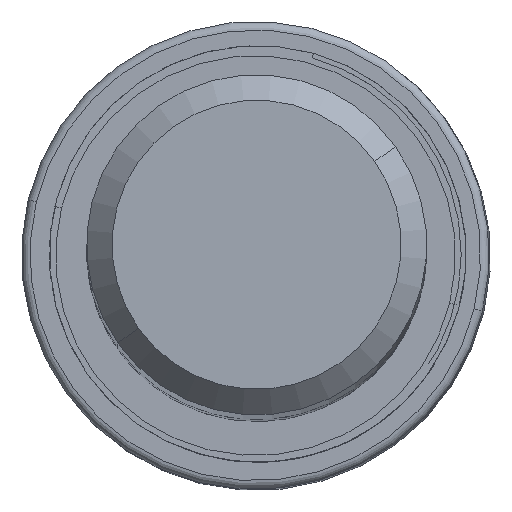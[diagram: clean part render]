
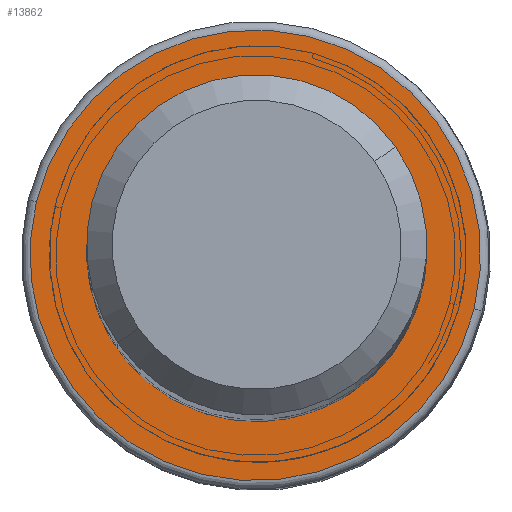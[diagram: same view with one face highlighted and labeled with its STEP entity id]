
A CAD part, top view. The second image highlights one B-rep face of the part: STEP entity #13862.
In plain terms, the highlighted face is planar.
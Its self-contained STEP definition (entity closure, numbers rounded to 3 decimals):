
#425 = DIRECTION ( 'NONE',  ( 1., 0., 0. ) ) ;
#461 = DIRECTION ( 'NONE',  ( -1., 0., 0. ) ) ;
#1383 = DIRECTION ( 'NONE',  ( 0., 0., -1. ) ) ;
#1761 = VERTEX_POINT ( 'NONE', #12812 ) ;
#2397 = CARTESIAN_POINT ( 'NONE',  ( 0., 0., 0. ) ) ;
#4453 = DIRECTION ( 'NONE',  ( -1., 0., 0. ) ) ;
#5004 = CARTESIAN_POINT ( 'NONE',  ( 3.5, 0., 0. ) ) ;
#6074 = EDGE_CURVE ( 'NONE', #1761, #16163, #25038, .T. ) ;
#8844 = FACE_OUTER_BOUND ( 'NONE', #9505, .T. ) ;
#9505 = EDGE_LOOP ( 'NONE', ( #26537, #14910 ) ) ;
#9599 = AXIS2_PLACEMENT_3D ( 'NONE', #14416, #1383, #16490 ) ;
#10916 = DIRECTION ( 'NONE',  ( 0., 0., -1. ) ) ;
#12134 = CIRCLE ( 'NONE', #23831, 3.5 ) ;
#12494 = EDGE_LOOP ( 'NONE', ( #22056, #20921 ) ) ;
#12812 = CARTESIAN_POINT ( 'NONE',  ( -3.5, 0., 0. ) ) ;
#12934 = VERTEX_POINT ( 'NONE', #24464 ) ;
#13862 = ADVANCED_FACE ( 'NONE', ( #15944, #8844 ), #20479, .F. ) ;
#14396 = CIRCLE ( 'NONE', #18494, 26.5 ) ;
#14416 = CARTESIAN_POINT ( 'NONE',  ( 0., 0., 0. ) ) ;
#14910 = ORIENTED_EDGE ( 'NONE', *, *, #22222, .T. ) ;
#15287 = CARTESIAN_POINT ( 'NONE',  ( 0., 0., 0. ) ) ;
#15944 = FACE_BOUND ( 'NONE', #12494, .T. ) ;
#16163 = VERTEX_POINT ( 'NONE', #5004 ) ;
#16490 = DIRECTION ( 'NONE',  ( 1., 0., 0. ) ) ;
#17504 = CARTESIAN_POINT ( 'NONE',  ( 26.5, 0., 0. ) ) ;
#17595 = AXIS2_PLACEMENT_3D ( 'NONE', #24666, #24583, #24761 ) ;
#17603 = DIRECTION ( 'NONE',  ( 0., 0., -1. ) ) ;
#17762 = EDGE_CURVE ( 'NONE', #16163, #1761, #12134, .T. ) ;
#18494 = AXIS2_PLACEMENT_3D ( 'NONE', #2397, #17603, #425 ) ;
#20479 = PLANE ( 'NONE',  #17595 ) ;
#20921 = ORIENTED_EDGE ( 'NONE', *, *, #17762, .F. ) ;
#22056 = ORIENTED_EDGE ( 'NONE', *, *, #6074, .F. ) ;
#22222 = EDGE_CURVE ( 'NONE', #12934, #25389, #25982, .T. ) ;
#22701 = AXIS2_PLACEMENT_3D ( 'NONE', #15287, #10916, #461 ) ;
#23831 = AXIS2_PLACEMENT_3D ( 'NONE', #24127, #23840, #4453 ) ;
#23840 = DIRECTION ( 'NONE',  ( 0., 0., -1. ) ) ;
#24127 = CARTESIAN_POINT ( 'NONE',  ( 0., 0., 0. ) ) ;
#24464 = CARTESIAN_POINT ( 'NONE',  ( -26.5, 0., 0. ) ) ;
#24583 = DIRECTION ( 'NONE',  ( 0., 0., 1. ) ) ;
#24666 = CARTESIAN_POINT ( 'NONE',  ( 0., 0., 0. ) ) ;
#24761 = DIRECTION ( 'NONE',  ( 1., 0., 0. ) ) ;
#25038 = CIRCLE ( 'NONE', #22701, 3.5 ) ;
#25329 = EDGE_CURVE ( 'NONE', #25389, #12934, #14396, .T. ) ;
#25389 = VERTEX_POINT ( 'NONE', #17504 ) ;
#25982 = CIRCLE ( 'NONE', #9599, 26.5 ) ;
#26537 = ORIENTED_EDGE ( 'NONE', *, *, #25329, .T. ) ;
